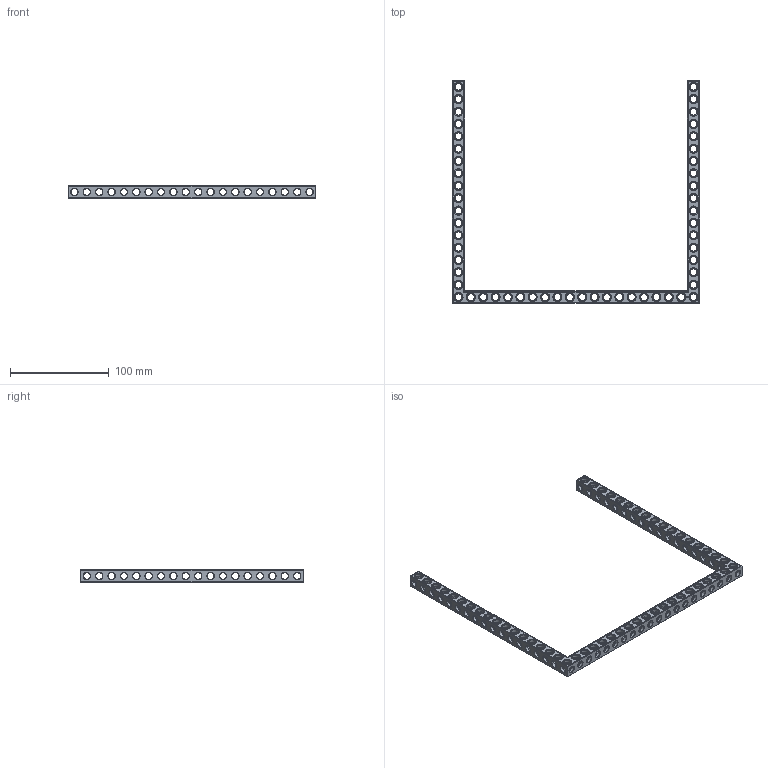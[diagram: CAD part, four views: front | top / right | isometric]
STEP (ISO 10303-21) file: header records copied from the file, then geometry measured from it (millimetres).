
FILE_DESCRIPTION(('FreeCAD Model'),'2;1');
FILE_NAME('Open CASCADE Shape Model','2022-03-09T23:22:02',('Author'),( ''),'Open CASCADE STEP processor 7.5','FreeCAD','Unknown');
FILE_SCHEMA(('AUTOMOTIVE_DESIGN { 1 0 10303 214 1 1 1 1 }'));
Products named in the file (1): Beam AGD ESS USH SYM BU20x18x01 - SPN-BEM-0648 (stemfie.org)
Bounding box: 250 x 225 x 12.5 mm (x, y, z)
Volume: 52763.3 mm3; surface area: 47026.8 mm2
Topology: 1 solids, 1 shells, 1144 faces, 3564 edges, 2296 vertices
Faces by surface type: plane 431, cylinder 325, cone 218, extrusion 170
Full cylindrical faces by diameter (mm): 6.98 x38, 7 x233, 9.2 x54
Entity records: 268153 total; most frequent: CARTESIAN_POINT 202110, DIRECTION 10706, ORIENTED_EDGE 7128, PCURVE 7128, DEFINITIONAL_REPRESENTATION 7128, VECTOR 6208, LINE 6038, EDGE_CURVE 3564
